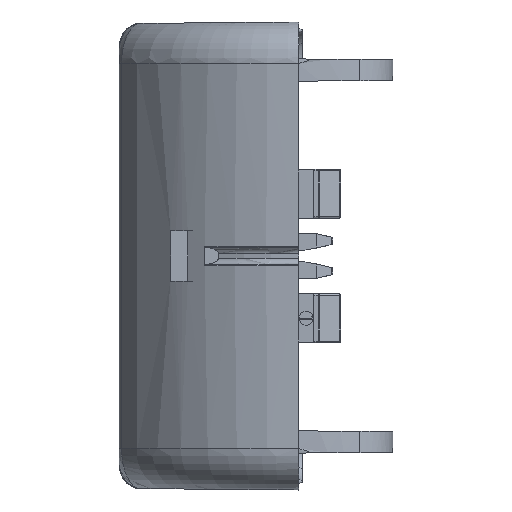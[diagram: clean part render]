
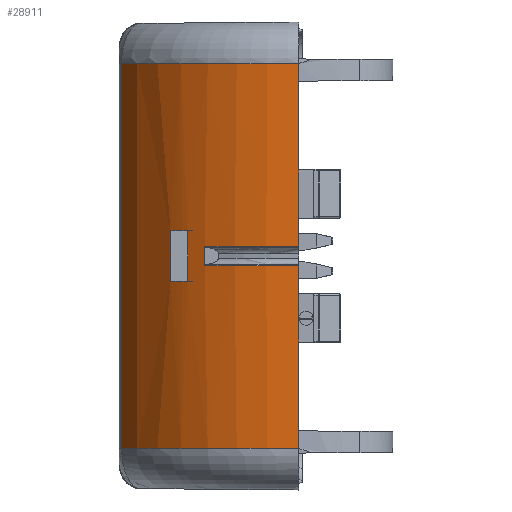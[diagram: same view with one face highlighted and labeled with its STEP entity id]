
A CAD part, left-side view. The second image highlights one B-rep face of the part: STEP entity #28911.
In plain terms, the highlighted cylindrical face has radius 23.5 mm (diameter 47 mm), a partial arc.
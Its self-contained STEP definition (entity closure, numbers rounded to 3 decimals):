
#4299=LINE('',#54124,#7189);
#4433=LINE('',#55367,#7323);
#4444=LINE('',#55398,#7334);
#4456=LINE('',#55427,#7346);
#4460=LINE('',#55732,#7350);
#4461=LINE('',#55735,#7351);
#7189=VECTOR('',#37404,1000.);
#7323=VECTOR('',#37838,1000.);
#7334=VECTOR('',#37865,1000.);
#7346=VECTOR('',#37895,1000.);
#7350=VECTOR('',#37921,1000.);
#7351=VECTOR('',#37924,1000.);
#13859=ORIENTED_EDGE('',*,*,#19924,.F.);
#13860=ORIENTED_EDGE('',*,*,#19921,.F.);
#13861=ORIENTED_EDGE('',*,*,#19909,.F.);
#13862=ORIENTED_EDGE('',*,*,#19919,.F.);
#13863=ORIENTED_EDGE('',*,*,#19678,.T.);
#13864=ORIENTED_EDGE('',*,*,#19648,.T.);
#13865=ORIENTED_EDGE('',*,*,#19958,.T.);
#13866=ORIENTED_EDGE('',*,*,#19953,.T.);
#13867=ORIENTED_EDGE('',*,*,#19939,.T.);
#13868=ORIENTED_EDGE('',*,*,#19959,.T.);
#13869=ORIENTED_EDGE('',*,*,#19960,.T.);
#13870=ORIENTED_EDGE('',*,*,#19642,.T.);
#19642=EDGE_CURVE('',#22770,#22768,#23757,.T.);
#19648=EDGE_CURVE('',#22773,#22775,#23762,.T.);
#19678=EDGE_CURVE('',#22768,#22773,#4299,.T.);
#19909=EDGE_CURVE('',#22937,#22938,#4433,.T.);
#19919=EDGE_CURVE('',#22946,#22937,#23846,.T.);
#19921=EDGE_CURVE('',#22938,#22947,#23848,.T.);
#19924=EDGE_CURVE('',#22947,#22946,#4444,.T.);
#19939=EDGE_CURVE('',#22957,#22956,#4456,.T.);
#19953=EDGE_CURVE('',#22963,#22957,#23856,.T.);
#19958=EDGE_CURVE('',#22775,#22963,#4460,.T.);
#19959=EDGE_CURVE('',#22956,#22965,#23860,.T.);
#19960=EDGE_CURVE('',#22965,#22770,#4461,.T.);
#22768=VERTEX_POINT('',#54017);
#22770=VERTEX_POINT('',#54020);
#22773=VERTEX_POINT('',#54031);
#22775=VERTEX_POINT('',#54035);
#22937=VERTEX_POINT('',#55368);
#22938=VERTEX_POINT('',#55369);
#22946=VERTEX_POINT('',#55388);
#22947=VERTEX_POINT('',#55393);
#22956=VERTEX_POINT('',#55426);
#22957=VERTEX_POINT('',#55428);
#22963=VERTEX_POINT('',#55715);
#22965=VERTEX_POINT('',#55734);
#23757=CIRCLE('',#30876,23.5);
#23762=CIRCLE('',#30882,23.5);
#23846=CIRCLE('',#31063,23.5);
#23848=CIRCLE('',#31066,23.5);
#23856=CIRCLE('',#31083,23.5);
#23860=CIRCLE('',#31089,23.5);
#25313=EDGE_LOOP('',(#13859,#13860,#13861,#13862));
#25314=EDGE_LOOP('',(#13863,#13864,#13865,#13866,#13867,#13868,#13869,#13870));
#26984=FACE_BOUND('',#25313,.T.);
#26985=FACE_BOUND('',#25314,.T.);
#27549=CYLINDRICAL_SURFACE('',#31088,23.5);
#28911=ADVANCED_FACE('',(#26984,#26985),#27549,.T.);
#30876=AXIS2_PLACEMENT_3D('',#54019,#37329,#37330);
#30882=AXIS2_PLACEMENT_3D('',#54036,#37341,#37342);
#31063=AXIS2_PLACEMENT_3D('',#55389,#37852,#37853);
#31066=AXIS2_PLACEMENT_3D('',#55392,#37858,#37859);
#31083=AXIS2_PLACEMENT_3D('',#55714,#37909,#37910);
#31088=AXIS2_PLACEMENT_3D('',#55731,#37919,#37920);
#31089=AXIS2_PLACEMENT_3D('',#55733,#37922,#37923);
#37329=DIRECTION('',(0.,0.,-1.));
#37330=DIRECTION('',(-1.,0.,0.));
#37341=DIRECTION('',(0.,0.,1.));
#37342=DIRECTION('',(-1.,0.,0.));
#37404=DIRECTION('',(0.,0.,1.));
#37838=DIRECTION('',(0.,0.,1.));
#37852=DIRECTION('',(0.,0.,1.));
#37853=DIRECTION('',(-1.,0.,0.));
#37858=DIRECTION('',(0.,0.,-1.));
#37859=DIRECTION('',(1.,0.,0.));
#37865=DIRECTION('',(0.,0.,-1.));
#37895=DIRECTION('',(0.,0.,-1.));
#37909=DIRECTION('',(0.,0.,-1.));
#37910=DIRECTION('',(1.,0.,0.));
#37919=DIRECTION('',(0.,0.,1.));
#37920=DIRECTION('',(1.,0.,0.));
#37921=DIRECTION('',(0.,0.,1.));
#37922=DIRECTION('',(0.,0.,1.));
#37923=DIRECTION('',(1.,0.,0.));
#37924=DIRECTION('',(0.,0.,1.));
#54017=CARTESIAN_POINT('',(-20.622,11.269,-1.179));
#54019=CARTESIAN_POINT('',(0.,0.,-1.179));
#54020=CARTESIAN_POINT('',(-23.5,0.,-1.179));
#54031=CARTESIAN_POINT('',(-20.622,11.269,1.179));
#54035=CARTESIAN_POINT('',(-23.5,0.,1.179));
#54036=CARTESIAN_POINT('',(0.,0.,1.179));
#54124=CARTESIAN_POINT('',(-20.622,11.269,-28.));
#55367=CARTESIAN_POINT('',(-19.375,13.299,-28.));
#55368=CARTESIAN_POINT('',(-19.375,13.299,-3.));
#55369=CARTESIAN_POINT('',(-19.375,13.299,3.));
#55388=CARTESIAN_POINT('',(-17.8,15.343,-3.));
#55389=CARTESIAN_POINT('',(0.,0.,-3.));
#55392=CARTESIAN_POINT('',(0.,0.,3.));
#55393=CARTESIAN_POINT('',(-17.8,15.343,3.));
#55398=CARTESIAN_POINT('',(-17.8,15.343,3.));
#55426=CARTESIAN_POINT('',(-10.124,21.207,-23.));
#55427=CARTESIAN_POINT('',(-10.124,21.207,-28.));
#55428=CARTESIAN_POINT('',(-10.124,21.207,23.));
#55714=CARTESIAN_POINT('',(0.,0.,23.));
#55715=CARTESIAN_POINT('',(-23.5,0.,23.));
#55731=CARTESIAN_POINT('',(0.,0.,-28.));
#55732=CARTESIAN_POINT('',(-23.5,0.,-28.));
#55733=CARTESIAN_POINT('',(0.,0.,-23.));
#55734=CARTESIAN_POINT('',(-23.5,0.,-23.));
#55735=CARTESIAN_POINT('',(-23.5,0.,-28.));
